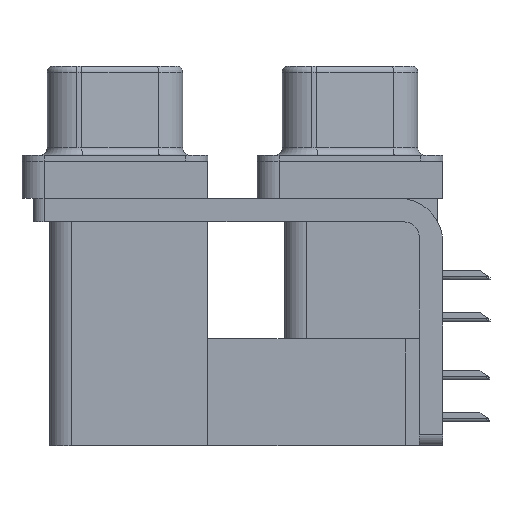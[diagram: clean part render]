
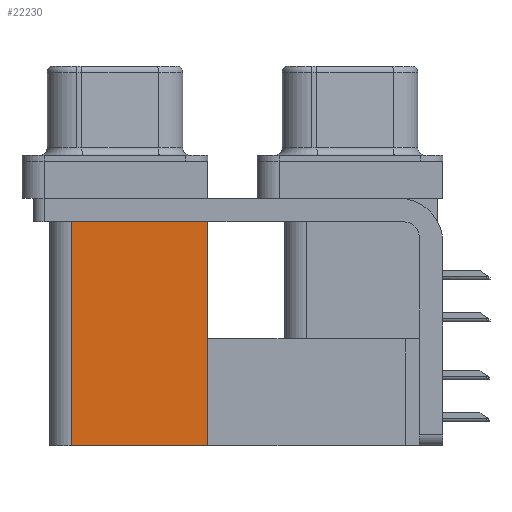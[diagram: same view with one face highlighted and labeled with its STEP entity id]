
A CAD part, left-side view. The second image highlights one B-rep face of the part: STEP entity #22230.
In plain terms, the highlighted planar face has unit normal (-1, 0, 0).
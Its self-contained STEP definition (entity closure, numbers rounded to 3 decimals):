
#2108 = AXIS2_PLACEMENT_3D ( 'NONE', #18933, #7483, #27848 ) ;
#2335 = ORIENTED_EDGE ( 'NONE', *, *, #13843, .F. ) ;
#3248 = PLANE ( 'NONE',  #2108 ) ;
#3313 = CARTESIAN_POINT ( 'NONE',  ( 3.765, 9.6, -2.5 ) ) ;
#3765 = VERTEX_POINT ( 'NONE', #3313 ) ;
#4221 = LINE ( 'NONE', #24970, #9264 ) ;
#5819 = DIRECTION ( 'NONE',  ( 0., 1., 0. ) ) ;
#6352 = CARTESIAN_POINT ( 'NONE',  ( 3.765, 9.6, -19.2 ) ) ;
#7483 = DIRECTION ( 'NONE',  ( 1., 0., 0. ) ) ;
#9006 = ORIENTED_EDGE ( 'NONE', *, *, #25148, .T. ) ;
#9231 = VECTOR ( 'NONE', #17942, 1000. ) ;
#9264 = VECTOR ( 'NONE', #25106, 1000. ) ;
#9655 = EDGE_CURVE ( 'NONE', #20293, #11456, #4221, .T. ) ;
#11456 = VERTEX_POINT ( 'NONE', #19630 ) ;
#12237 = ORIENTED_EDGE ( 'NONE', *, *, #9655, .F. ) ;
#12394 = CARTESIAN_POINT ( 'NONE',  ( 3.765, 9.6, -2.5 ) ) ;
#13244 = DIRECTION ( 'NONE',  ( 0., 0., 1. ) ) ;
#13527 = LINE ( 'NONE', #22472, #9231 ) ;
#13843 = EDGE_CURVE ( 'NONE', #25674, #20293, #13527, .T. ) ;
#15743 = CARTESIAN_POINT ( 'NONE',  ( 3.765, 18.8, -19.2 ) ) ;
#17942 = DIRECTION ( 'NONE',  ( 0., 1., 0. ) ) ;
#18933 = CARTESIAN_POINT ( 'NONE',  ( 3.765, 9.6, -19.2 ) ) ;
#19020 = EDGE_CURVE ( 'NONE', #3765, #11456, #21650, .T. ) ;
#19630 = CARTESIAN_POINT ( 'NONE',  ( 3.765, 18.8, -2.5 ) ) ;
#20293 = VERTEX_POINT ( 'NONE', #15743 ) ;
#21474 = ORIENTED_EDGE ( 'NONE', *, *, #19020, .T. ) ;
#21650 = LINE ( 'NONE', #12394, #21666 ) ;
#21666 = VECTOR ( 'NONE', #5819, 1000. ) ;
#22230 = ADVANCED_FACE ( 'NONE', ( #23320 ), #3248, .F. ) ;
#22472 = CARTESIAN_POINT ( 'NONE',  ( 3.765, 9.6, -19.2 ) ) ;
#23320 = FACE_OUTER_BOUND ( 'NONE', #25831, .T. ) ;
#24603 = CARTESIAN_POINT ( 'NONE',  ( 3.765, 9.6, -19.2 ) ) ;
#24970 = CARTESIAN_POINT ( 'NONE',  ( 3.765, 18.8, -19.2 ) ) ;
#25106 = DIRECTION ( 'NONE',  ( 0., 0., 1. ) ) ;
#25148 = EDGE_CURVE ( 'NONE', #25674, #3765, #26703, .T. ) ;
#25674 = VERTEX_POINT ( 'NONE', #24603 ) ;
#25831 = EDGE_LOOP ( 'NONE', ( #21474, #12237, #2335, #9006 ) ) ;
#26703 = LINE ( 'NONE', #6352, #28441 ) ;
#27848 = DIRECTION ( 'NONE',  ( 0., 0., -1. ) ) ;
#28441 = VECTOR ( 'NONE', #13244, 1000. ) ;
